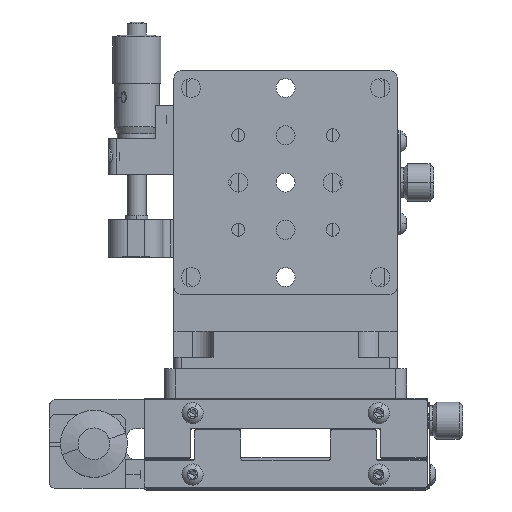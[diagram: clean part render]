
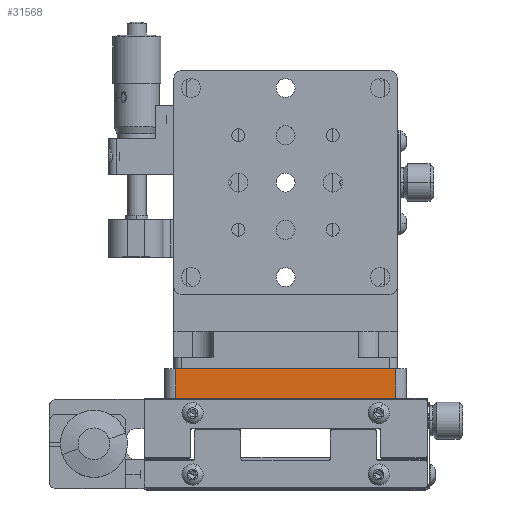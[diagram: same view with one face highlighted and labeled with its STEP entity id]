
A CAD part, top view. The second image highlights one B-rep face of the part: STEP entity #31568.
In plain terms, the highlighted planar face has unit normal (0, 0, 1).
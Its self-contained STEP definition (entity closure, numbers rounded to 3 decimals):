
#2973 = CARTESIAN_POINT ( 'NONE',  ( 112.737, 108.029, 95.696 ) ) ;
#5092 = EDGE_CURVE ( 'NONE', #19022, #21622, #64589, .T. ) ;
#6757 = DIRECTION ( 'NONE',  ( 1., 0., 0. ) ) ;
#7259 = VECTOR ( 'NONE', #65822, 1000. ) ;
#8171 = DIRECTION ( 'NONE',  ( 0., 1., 0. ) ) ;
#8820 = CARTESIAN_POINT ( 'NONE',  ( 53.737, 108.029, 95.696 ) ) ;
#10263 = VECTOR ( 'NONE', #8171, 1000. ) ;
#11336 = ORIENTED_EDGE ( 'NONE', *, *, #39090, .T. ) ;
#13599 = ORIENTED_EDGE ( 'NONE', *, *, #46170, .T. ) ;
#15169 = CARTESIAN_POINT ( 'NONE',  ( 50.737, 108.029, 95.696 ) ) ;
#17301 = VECTOR ( 'NONE', #54807, 1000. ) ;
#17961 = CARTESIAN_POINT ( 'NONE',  ( 53.737, 100.029, 95.696 ) ) ;
#19022 = VERTEX_POINT ( 'NONE', #62725 ) ;
#19632 = VECTOR ( 'NONE', #6757, 1000. ) ;
#20329 = DIRECTION ( 'NONE',  ( -1., 0., 0. ) ) ;
#21622 = VERTEX_POINT ( 'NONE', #2973 ) ;
#23339 = ORIENTED_EDGE ( 'NONE', *, *, #46473, .F. ) ;
#24995 = CARTESIAN_POINT ( 'NONE',  ( 50.737, 100.029, 95.696 ) ) ;
#31568 = ADVANCED_FACE ( 'NONE', ( #58169 ), #35122, .F. ) ;
#33299 = LINE ( 'NONE', #38053, #19632 ) ;
#33709 = CARTESIAN_POINT ( 'NONE',  ( 112.737, 108.029, 95.696 ) ) ;
#35122 = PLANE ( 'NONE',  #35627 ) ;
#35627 = AXIS2_PLACEMENT_3D ( 'NONE', #15169, #50905, #20329 ) ;
#38053 = CARTESIAN_POINT ( 'NONE',  ( 50.737, 108.029, 95.696 ) ) ;
#39090 = EDGE_CURVE ( 'NONE', #62400, #19022, #51200, .T. ) ;
#40626 = VERTEX_POINT ( 'NONE', #48681 ) ;
#46170 = EDGE_CURVE ( 'NONE', #40626, #62400, #47711, .T. ) ;
#46473 = EDGE_CURVE ( 'NONE', #40626, #21622, #33299, .T. ) ;
#47711 = LINE ( 'NONE', #8820, #17301 ) ;
#48681 = CARTESIAN_POINT ( 'NONE',  ( 53.737, 108.029, 95.696 ) ) ;
#49354 = EDGE_LOOP ( 'NONE', ( #23339, #13599, #11336, #58539 ) ) ;
#50905 = DIRECTION ( 'NONE',  ( 0., 0., -1. ) ) ;
#51200 = LINE ( 'NONE', #24995, #7259 ) ;
#54807 = DIRECTION ( 'NONE',  ( 0., -1., 0. ) ) ;
#58169 = FACE_OUTER_BOUND ( 'NONE', #49354, .T. ) ;
#58539 = ORIENTED_EDGE ( 'NONE', *, *, #5092, .T. ) ;
#62400 = VERTEX_POINT ( 'NONE', #17961 ) ;
#62725 = CARTESIAN_POINT ( 'NONE',  ( 112.737, 100.029, 95.696 ) ) ;
#64589 = LINE ( 'NONE', #33709, #10263 ) ;
#65822 = DIRECTION ( 'NONE',  ( 1., 0., 0. ) ) ;
